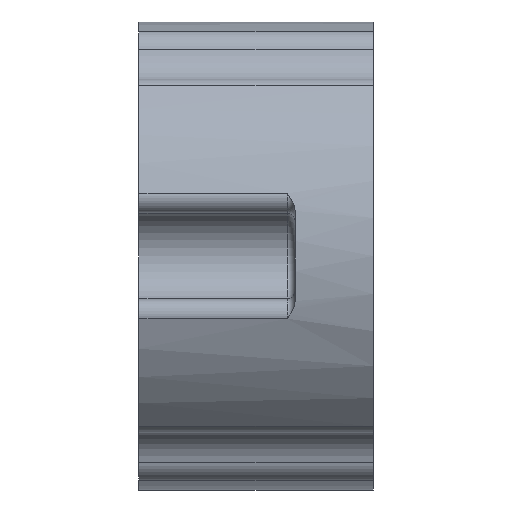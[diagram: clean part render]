
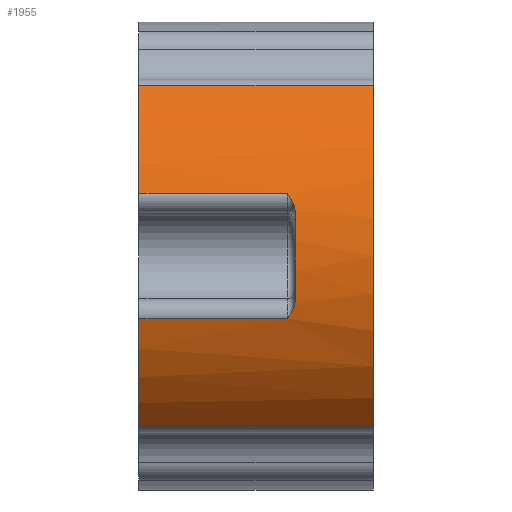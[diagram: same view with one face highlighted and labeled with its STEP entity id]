
A CAD part, left-side view. The second image highlights one B-rep face of the part: STEP entity #1955.
In plain terms, the highlighted cylindrical face has radius 30 mm (diameter 60 mm), a partial arc.
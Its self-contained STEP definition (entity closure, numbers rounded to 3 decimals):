
#17 = VERTEX_POINT ( 'NONE', #699 ) ;
#29 = VERTEX_POINT ( 'NONE', #745 ) ;
#37 = ORIENTED_EDGE ( 'NONE', *, *, #1128, .F. ) ;
#47 = CARTESIAN_POINT ( 'NONE',  ( -28.903, 10., -8.038 ) ) ;
#50 = CARTESIAN_POINT ( 'NONE',  ( -29.086, 10.519, 7.359 ) ) ;
#53 = CARTESIAN_POINT ( 'NONE',  ( 0., 30., 0. ) ) ;
#63 = CYLINDRICAL_SURFACE ( 'NONE', #1965, 30. ) ;
#65 = ORIENTED_EDGE ( 'NONE', *, *, #1404, .F. ) ;
#85 = CARTESIAN_POINT ( 'NONE',  ( -28.903, 11., -8.038 ) ) ;
#283 = CARTESIAN_POINT ( 'NONE',  ( -28.903, 11., -8.038 ) ) ;
#293 = CARTESIAN_POINT ( 'NONE',  ( -29.437, 10., -5.786 ) ) ;
#305 = LINE ( 'NONE', #2365, #1921 ) ;
#307 = CARTESIAN_POINT ( 'NONE',  ( -29.395, 10., -5.999 ) ) ;
#362 = EDGE_CURVE ( 'NONE', #2420, #2268, #1338, .T. ) ;
#445 = LINE ( 'NONE', #1097, #1492 ) ;
#467 = VERTEX_POINT ( 'NONE', #1440 ) ;
#485 = CARTESIAN_POINT ( 'NONE',  ( -29.264, 10.153, -6.61 ) ) ;
#497 = DIRECTION ( 'NONE',  ( 0., 0., 1. ) ) ;
#523 = CARTESIAN_POINT ( 'NONE',  ( -29.219, 10.236, -6.804 ) ) ;
#527 = CARTESIAN_POINT ( 'NONE',  ( -29.219, 10.236, 6.804 ) ) ;
#628 = DIRECTION ( 'NONE',  ( 0., 1., 0. ) ) ;
#657 = AXIS2_PLACEMENT_3D ( 'NONE', #1229, #1896, #787 ) ;
#699 = CARTESIAN_POINT ( 'NONE',  ( -20.548, 30., -21.859 ) ) ;
#745 = CARTESIAN_POINT ( 'NONE',  ( -20.548, 0., -21.859 ) ) ;
#748 = DIRECTION ( 'NONE',  ( 0., -1., 0. ) ) ;
#760 = DIRECTION ( 'NONE',  ( 0., 1., 0. ) ) ;
#780 = CARTESIAN_POINT ( 'NONE',  ( -29.352, 10.035, 6.205 ) ) ;
#787 = DIRECTION ( 'NONE',  ( 0., 0., 1. ) ) ;
#832 = ORIENTED_EDGE ( 'NONE', *, *, #2756, .T. ) ;
#842 = CIRCLE ( 'NONE', #2501, 30. ) ;
#867 = ORIENTED_EDGE ( 'NONE', *, *, #2620, .F. ) ;
#891 = DIRECTION ( 'NONE',  ( 0., 1., 0. ) ) ;
#892 = CIRCLE ( 'NONE', #657, 30. ) ;
#923 = CARTESIAN_POINT ( 'NONE',  ( -20.548, 30., 21.859 ) ) ;
#954 = ORIENTED_EDGE ( 'NONE', *, *, #1790, .T. ) ;
#960 = DIRECTION ( 'NONE',  ( 0., 0., -1. ) ) ;
#990 = CARTESIAN_POINT ( 'NONE',  ( -20.548, 10., 21.859 ) ) ;
#1097 = CARTESIAN_POINT ( 'NONE',  ( -20.548, 10., -21.859 ) ) ;
#1115 = AXIS2_PLACEMENT_3D ( 'NONE', #2444, #628, #2900 ) ;
#1128 = EDGE_CURVE ( 'NONE', #17, #2268, #892, .T. ) ;
#1140 = DIRECTION ( 'NONE',  ( 0., 0., 1. ) ) ;
#1145 = AXIS2_PLACEMENT_3D ( 'NONE', #1329, #2246, #1140 ) ;
#1165 = B_SPLINE_CURVE_WITH_KNOTS ( 'NONE', 3,
 ( #2537, #1398, #50, #527, #2747, #780, #1885, #1681 ),
 .UNSPECIFIED., .F., .F.,
 ( 4, 2, 2, 4 ),
 ( 0., 0.001, 0.002, 0.003 ),
 .UNSPECIFIED. ) ;
#1199 = CARTESIAN_POINT ( 'NONE',  ( -28.903, 30., 8.038 ) ) ;
#1202 = CARTESIAN_POINT ( 'NONE',  ( -29.352, 10.035, -6.205 ) ) ;
#1221 = FACE_OUTER_BOUND ( 'NONE', #1904, .T. ) ;
#1229 = CARTESIAN_POINT ( 'NONE',  ( 0., 30., 0. ) ) ;
#1329 = CARTESIAN_POINT ( 'NONE',  ( 0., 0., 0. ) ) ;
#1338 = LINE ( 'NONE', #47, #1634 ) ;
#1352 = VERTEX_POINT ( 'NONE', #923 ) ;
#1378 = CARTESIAN_POINT ( 'NONE',  ( -28.998, 10.759, -7.698 ) ) ;
#1398 = CARTESIAN_POINT ( 'NONE',  ( -28.997, 10.761, 7.701 ) ) ;
#1404 = EDGE_CURVE ( 'NONE', #2157, #1352, #842, .T. ) ;
#1440 = CARTESIAN_POINT ( 'NONE',  ( -20.548, 0., 21.859 ) ) ;
#1448 = B_SPLINE_CURVE_WITH_KNOTS ( 'NONE', 3,
 ( #2738, #307, #1202, #485, #523, #2072, #1378, #283 ),
 .UNSPECIFIED., .F., .F.,
 ( 4, 2, 2, 4 ),
 ( 0., 0.001, 0.001, 0.003 ),
 .UNSPECIFIED. ) ;
#1492 = VECTOR ( 'NONE', #1983, 1000. ) ;
#1517 = EDGE_CURVE ( 'NONE', #2157, #2192, #305, .T. ) ;
#1525 = VERTEX_POINT ( 'NONE', #293 ) ;
#1583 = CARTESIAN_POINT ( 'NONE',  ( -29.437, 10., 5.786 ) ) ;
#1634 = VECTOR ( 'NONE', #2753, 1000. ) ;
#1681 = CARTESIAN_POINT ( 'NONE',  ( -29.437, 10., 5.786 ) ) ;
#1726 = CARTESIAN_POINT ( 'NONE',  ( -28.903, 30., -8.038 ) ) ;
#1751 = ORIENTED_EDGE ( 'NONE', *, *, #2607, .T. ) ;
#1790 = EDGE_CURVE ( 'NONE', #29, #467, #2836, .T. ) ;
#1801 = VERTEX_POINT ( 'NONE', #1583 ) ;
#1808 = ORIENTED_EDGE ( 'NONE', *, *, #1979, .T. ) ;
#1885 = CARTESIAN_POINT ( 'NONE',  ( -29.395, 10., 5.999 ) ) ;
#1896 = DIRECTION ( 'NONE',  ( 0., 1., 0. ) ) ;
#1904 = EDGE_LOOP ( 'NONE', ( #65, #2573, #1808, #867, #832, #2486, #37, #1751, #954, #1985 ) ) ;
#1921 = VECTOR ( 'NONE', #748, 1000. ) ;
#1955 = ADVANCED_FACE ( 'NONE', ( #1221 ), #63, .T. ) ;
#1965 = AXIS2_PLACEMENT_3D ( 'NONE', #2118, #2524, #960 ) ;
#1979 = EDGE_CURVE ( 'NONE', #2192, #1801, #1165, .T. ) ;
#1983 = DIRECTION ( 'NONE',  ( 0., -1., 0. ) ) ;
#1985 = ORIENTED_EDGE ( 'NONE', *, *, #2091, .T. ) ;
#2072 = CARTESIAN_POINT ( 'NONE',  ( -29.086, 10.519, -7.359 ) ) ;
#2091 = EDGE_CURVE ( 'NONE', #467, #1352, #2778, .T. ) ;
#2118 = CARTESIAN_POINT ( 'NONE',  ( 0., 10., 0. ) ) ;
#2157 = VERTEX_POINT ( 'NONE', #1199 ) ;
#2192 = VERTEX_POINT ( 'NONE', #2847 ) ;
#2221 = VECTOR ( 'NONE', #760, 1000. ) ;
#2246 = DIRECTION ( 'NONE',  ( 0., 1., 0. ) ) ;
#2268 = VERTEX_POINT ( 'NONE', #1726 ) ;
#2340 = CIRCLE ( 'NONE', #1115, 30. ) ;
#2365 = CARTESIAN_POINT ( 'NONE',  ( -28.903, 10., 8.038 ) ) ;
#2420 = VERTEX_POINT ( 'NONE', #85 ) ;
#2444 = CARTESIAN_POINT ( 'NONE',  ( 0., 10., 0. ) ) ;
#2486 = ORIENTED_EDGE ( 'NONE', *, *, #362, .T. ) ;
#2501 = AXIS2_PLACEMENT_3D ( 'NONE', #53, #891, #497 ) ;
#2524 = DIRECTION ( 'NONE',  ( 0., -1., 0. ) ) ;
#2537 = CARTESIAN_POINT ( 'NONE',  ( -28.903, 11., 8.038 ) ) ;
#2573 = ORIENTED_EDGE ( 'NONE', *, *, #1517, .T. ) ;
#2607 = EDGE_CURVE ( 'NONE', #17, #29, #445, .T. ) ;
#2620 = EDGE_CURVE ( 'NONE', #1525, #1801, #2340, .T. ) ;
#2738 = CARTESIAN_POINT ( 'NONE',  ( -29.437, 10., -5.786 ) ) ;
#2747 = CARTESIAN_POINT ( 'NONE',  ( -29.264, 10.153, 6.61 ) ) ;
#2753 = DIRECTION ( 'NONE',  ( 0., 1., 0. ) ) ;
#2756 = EDGE_CURVE ( 'NONE', #1525, #2420, #1448, .T. ) ;
#2778 = LINE ( 'NONE', #990, #2221 ) ;
#2836 = CIRCLE ( 'NONE', #1145, 30. ) ;
#2847 = CARTESIAN_POINT ( 'NONE',  ( -28.903, 11., 8.038 ) ) ;
#2900 = DIRECTION ( 'NONE',  ( 0., 0., 1. ) ) ;
